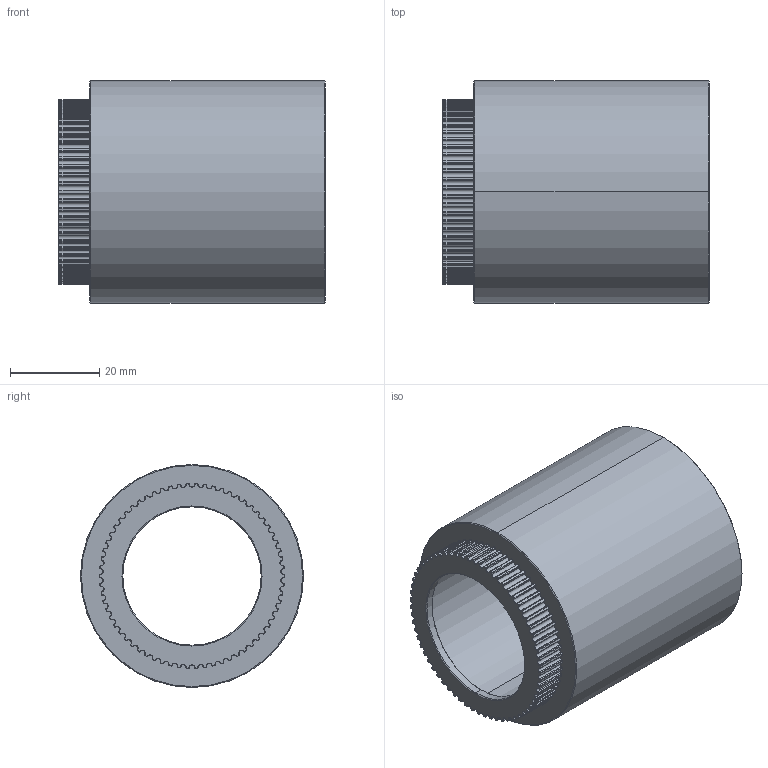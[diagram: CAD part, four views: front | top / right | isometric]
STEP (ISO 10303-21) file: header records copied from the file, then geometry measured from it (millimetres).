
FILE_DESCRIPTION (( 'STEP AP214' ), '1' );
FILE_NAME ('Pulley Tube.STEP', '2023-07-06T04:55:34', ( '' ), ( '' ), 'SwSTEP 2.0', 'SolidWorks 2021', '' );
FILE_SCHEMA (( 'AUTOMOTIVE_DESIGN' ));
Length unit declared in the file: millimetre
Products named in the file (1): Pulley Tube
Bounding box: 59.8 x 50 x 50 mm (x, y, z)
Volume: 55206.9 mm3; surface area: 19118.9 mm2
Topology: 1 solids, 1 shells, 986 faces, 2477 edges, 1487 vertices
Faces by surface type: cone 501, cylinder 481, plane 4
Entity records: 29898 total; most frequent: DIRECTION 5914, CARTESIAN_POINT 4935, ORIENTED_EDGE 4922, AXIS2_PLACEMENT_3D 2466, EDGE_CURVE 2461, VERTEX_POINT 1487, CIRCLE 1479, EDGE_LOOP 998
